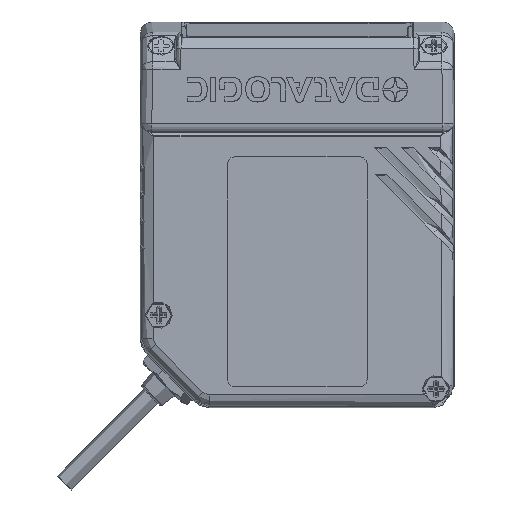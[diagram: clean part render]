
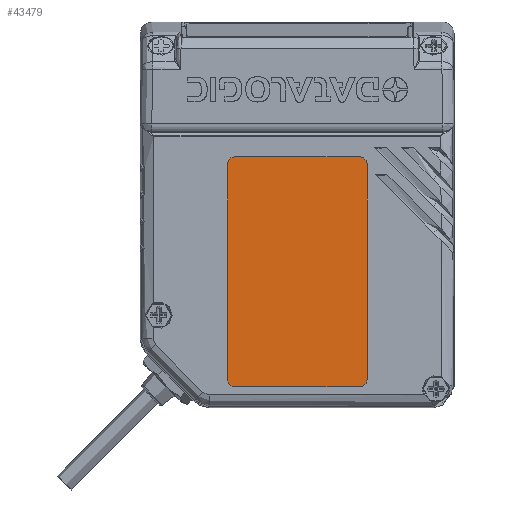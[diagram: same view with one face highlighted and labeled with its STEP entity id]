
A CAD part, top view. The second image highlights one B-rep face of the part: STEP entity #43479.
In plain terms, the highlighted planar face has unit normal (0, 0, 1).
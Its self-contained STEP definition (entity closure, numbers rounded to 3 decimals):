
#30711=DIRECTION('',(1.,0.,0.));
#30712=VECTOR('',#30711,27.2);
#30713=CARTESIAN_POINT('',(-19.746,4.68,
32.393));
#30714=LINE('',#30713,#30712);
#30723=DIRECTION('',(0.,-1.,0.));
#30724=VECTOR('',#30723,46.7);
#30725=CARTESIAN_POINT('',(8.954,3.18,32.393));
#30726=LINE('',#30725,#30724);
#30735=DIRECTION('',(-1.,0.,0.));
#30736=VECTOR('',#30735,27.2);
#30737=CARTESIAN_POINT('',(7.454,-45.02,
32.393));
#30738=LINE('',#30737,#30736);
#30743=DIRECTION('',(0.,1.,0.));
#30744=VECTOR('',#30743,46.7);
#30745=CARTESIAN_POINT('',(-21.246,-43.52,
32.393));
#30746=LINE('',#30745,#30744);
#30747=CARTESIAN_POINT('',(-19.746,-43.52,
32.393));
#30748=DIRECTION('',(0.,0.,1.));
#30749=DIRECTION('',(-1.,0.,0.));
#30750=AXIS2_PLACEMENT_3D('',#30747,#30748,#30749);
#30752=CARTESIAN_POINT('',(-19.746,3.18,
32.393));
#30753=DIRECTION('',(0.,0.,1.));
#30754=DIRECTION('',(0.,1.,0.));
#30755=AXIS2_PLACEMENT_3D('',#30752,#30753,#30754);
#30757=CARTESIAN_POINT('',(7.454,3.18,32.393));
#30758=DIRECTION('',(0.,0.,1.));
#30759=DIRECTION('',(1.,0.,0.));
#30760=AXIS2_PLACEMENT_3D('',#30757,#30758,#30759);
#30762=CARTESIAN_POINT('',(7.454,-43.52,
32.393));
#30763=DIRECTION('',(0.,0.,1.));
#30764=DIRECTION('',(0.,-1.,0.));
#30765=AXIS2_PLACEMENT_3D('',#30762,#30763,#30764);
#31427=CARTESIAN_POINT('',(-21.246,-43.52,
32.393));
#31428=CARTESIAN_POINT('',(-19.746,-45.02,
32.393));
#31429=VERTEX_POINT('',#31427);
#31430=VERTEX_POINT('',#31428);
#31431=CARTESIAN_POINT('',(7.454,-45.02,
32.393));
#31432=VERTEX_POINT('',#31431);
#31433=CARTESIAN_POINT('',(8.954,-43.52,
32.393));
#31434=VERTEX_POINT('',#31433);
#31435=CARTESIAN_POINT('',(8.954,3.18,32.393));
#31436=VERTEX_POINT('',#31435);
#31437=CARTESIAN_POINT('',(7.454,4.68,32.393));
#31438=VERTEX_POINT('',#31437);
#31439=CARTESIAN_POINT('',(-19.746,4.68,
32.393));
#31440=VERTEX_POINT('',#31439);
#31441=CARTESIAN_POINT('',(-21.246,3.18,
32.393));
#31442=VERTEX_POINT('',#31441);
#43464=CARTESIAN_POINT('',(-6.146,-20.17,
32.393));
#43465=DIRECTION('',(0.,0.,1.));
#43466=DIRECTION('',(-1.,0.,0.));
#43467=AXIS2_PLACEMENT_3D('',#43464,#43465,#43466);
#43468=PLANE('',#43467);
#43469=ORIENTED_EDGE('',*,*,#43444,.F.);
#43470=ORIENTED_EDGE('',*,*,#43457,.T.);
#43471=ORIENTED_EDGE('',*,*,#43359,.F.);
#43472=ORIENTED_EDGE('',*,*,#43374,.T.);
#43473=ORIENTED_EDGE('',*,*,#43388,.F.);
#43474=ORIENTED_EDGE('',*,*,#43402,.T.);
#43475=ORIENTED_EDGE('',*,*,#43416,.F.);
#43476=ORIENTED_EDGE('',*,*,#43430,.T.);
#43477=EDGE_LOOP('',(#43469,#43470,#43471,#43472,#43473,#43474,#43475,#43476));
#43478=FACE_OUTER_BOUND('',#43477,.F.);
#30751=CIRCLE('',#30750,1.5);
#30756=CIRCLE('',#30755,1.5);
#30761=CIRCLE('',#30760,1.5);
#30766=CIRCLE('',#30765,1.5);
#43359=EDGE_CURVE('',#31440,#31442,#30756,.T.);
#43374=EDGE_CURVE('',#31440,#31438,#30714,.T.);
#43388=EDGE_CURVE('',#31436,#31438,#30761,.T.);
#43402=EDGE_CURVE('',#31436,#31434,#30726,.T.);
#43416=EDGE_CURVE('',#31432,#31434,#30766,.T.);
#43430=EDGE_CURVE('',#31432,#31430,#30738,.T.);
#43444=EDGE_CURVE('',#31429,#31430,#30751,.T.);
#43457=EDGE_CURVE('',#31429,#31442,#30746,.T.);
#43479=ADVANCED_FACE('',(#43478),#43468,.T.);
